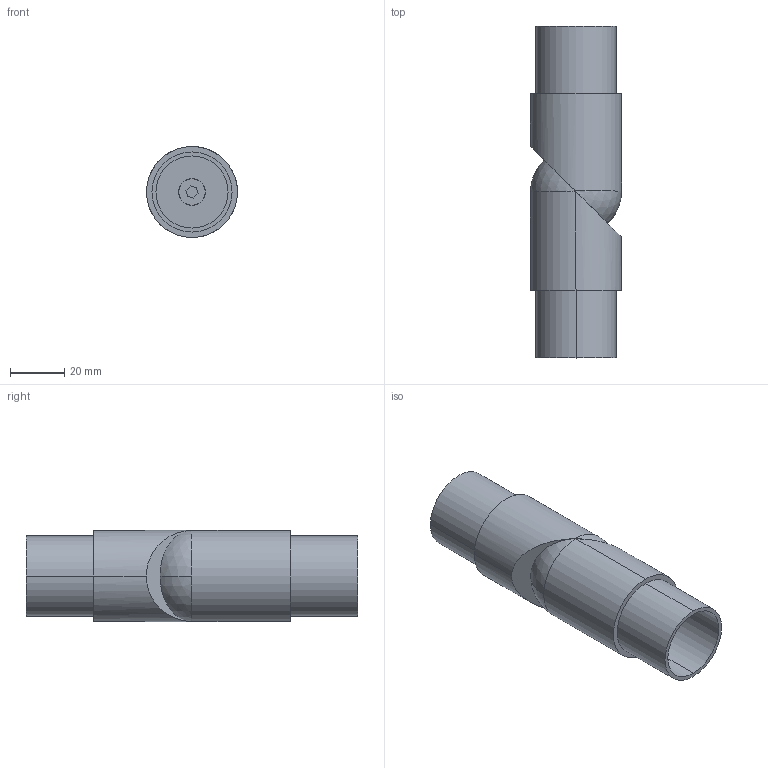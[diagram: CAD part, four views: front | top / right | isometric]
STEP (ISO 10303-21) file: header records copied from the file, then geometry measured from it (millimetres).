
FILE_DESCRIPTION (( 'STEP AP203' ), '1' );
FILE_NAME ('3D_GR-1172_33.7x2_188851000.STEP', '2024-11-11T09:42:47', ( '' ), ( '' ), 'SwSTEP 2.0', 'SolidWorks 2023', '' );
FILE_SCHEMA (( 'CONFIG_CONTROL_DESIGN' ));
Length unit declared in the file: millimetre
Products named in the file (1): 3D_GR-1172_33.7x2_188851000
Bounding box: 33.7 x 122.89 x 33.7 mm (x, y, z)
Volume: 70044.3 mm3; surface area: 22942.6 mm2
Topology: 3 solids, 3 shells, 58 faces, 127 edges, 83 vertices
Faces by surface type: plane 28, cylinder 24, sphere 4, cone 2
Entity records: 1658 total; most frequent: DIRECTION 288, CARTESIAN_POINT 284, ORIENTED_EDGE 246, EDGE_CURVE 123, AXIS2_PLACEMENT_3D 113, VERTEX_POINT 81, EDGE_LOOP 72, VECTOR 62
